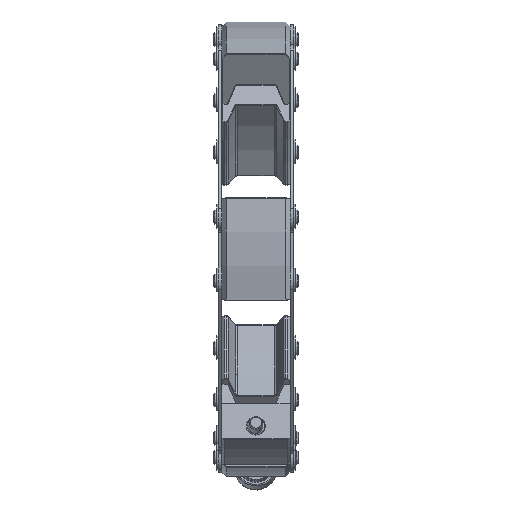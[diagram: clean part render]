
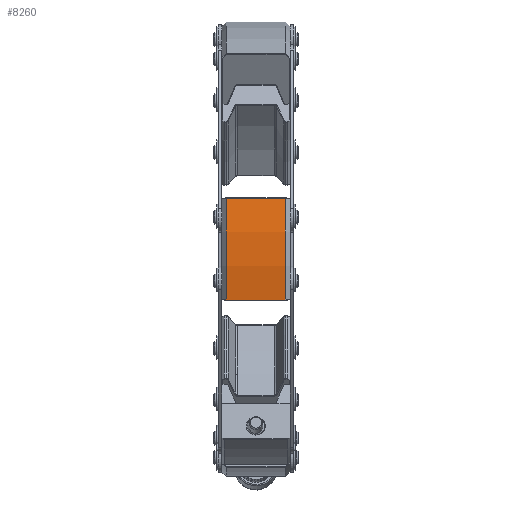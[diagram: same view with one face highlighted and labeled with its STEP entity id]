
A CAD part, top view. The second image highlights one B-rep face of the part: STEP entity #8260.
In plain terms, the highlighted cylindrical face has radius 116 mm (diameter 232 mm), a partial arc.
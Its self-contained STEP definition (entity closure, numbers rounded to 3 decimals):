
#567=LINE('',#12781,#1209);
#568=LINE('',#12782,#1210);
#1209=VECTOR('',#10094,1000.);
#1210=VECTOR('',#10095,1000.);
#2222=ORIENTED_EDGE('',*,*,#4635,.F.);
#2223=ORIENTED_EDGE('',*,*,#4637,.T.);
#2224=ORIENTED_EDGE('',*,*,#4574,.F.);
#2225=ORIENTED_EDGE('',*,*,#4638,.T.);
#4574=EDGE_CURVE('',#5791,#5792,#6559,.F.);
#4635=EDGE_CURVE('',#5837,#5838,#6574,.F.);
#4637=EDGE_CURVE('',#5837,#5792,#567,.T.);
#4638=EDGE_CURVE('',#5791,#5838,#568,.F.);
#5791=VERTEX_POINT('',#12562);
#5792=VERTEX_POINT('',#12563);
#5837=VERTEX_POINT('',#12773);
#5838=VERTEX_POINT('',#12775);
#6559=CIRCLE('',#9072,116.);
#6574=CIRCLE('',#9102,116.);
#6979=EDGE_LOOP('',(#2222,#2223,#2224,#2225));
#7552=FACE_BOUND('',#6979,.T.);
#8105=CYLINDRICAL_SURFACE('',#9103,116.);
#8260=ADVANCED_FACE('',(#7552),#8105,.T.);
#9072=AXIS2_PLACEMENT_3D('',#12561,#10014,#10015);
#9102=AXIS2_PLACEMENT_3D('',#12774,#10090,#10091);
#9103=AXIS2_PLACEMENT_3D('',#12780,#10092,#10093);
#10014=DIRECTION('',(0.,0.,-1.));
#10015=DIRECTION('',(-1.,0.,0.));
#10090=DIRECTION('',(0.,0.,1.));
#10091=DIRECTION('',(1.,0.,0.));
#10092=DIRECTION('',(0.,0.,1.));
#10093=DIRECTION('',(-1.,0.,0.));
#10094=DIRECTION('',(0.,0.,1.));
#10095=DIRECTION('',(0.,0.,1.));
#12561=CARTESIAN_POINT('',(0.,0.,13.));
#12562=CARTESIAN_POINT('',(22.354,113.826,13.));
#12563=CARTESIAN_POINT('',(-22.354,113.826,13.));
#12773=CARTESIAN_POINT('',(-22.354,113.826,-13.));
#12774=CARTESIAN_POINT('',(0.,0.,-13.));
#12775=CARTESIAN_POINT('',(22.354,113.826,-13.));
#12780=CARTESIAN_POINT('',(0.,0.,0.));
#12781=CARTESIAN_POINT('',(-22.353,113.826,0.));
#12782=CARTESIAN_POINT('',(22.353,113.826,0.));
